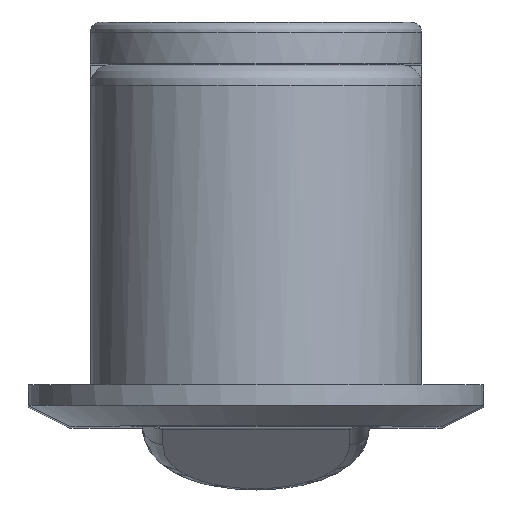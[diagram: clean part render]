
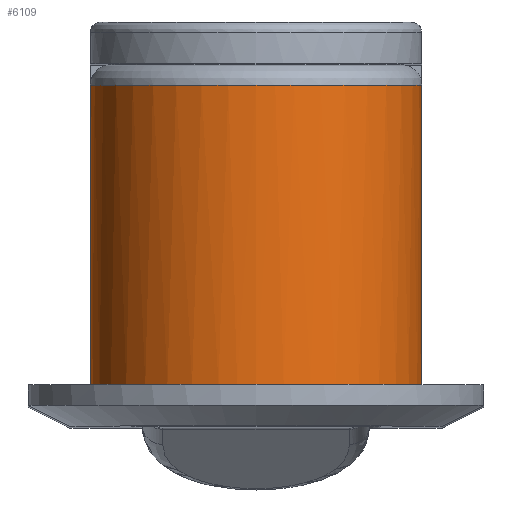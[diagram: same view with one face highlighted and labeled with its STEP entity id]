
A CAD part, top view. The second image highlights one B-rep face of the part: STEP entity #6109.
In plain terms, the highlighted free-form (B-spline) face has degree [1, 2] with [2, 5] control points.
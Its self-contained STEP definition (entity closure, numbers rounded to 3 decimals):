
#5856=CARTESIAN_POINT('',(8.,8.95,41.5));
#5857=VERTEX_POINT('',#5856);
#5863=CARTESIAN_POINT('',(8.,-5.5,41.5));
#5864=VERTEX_POINT('',#5863);
#5865=CARTESIAN_POINT('',(8.,8.95,41.5));
#5866=CARTESIAN_POINT('',(8.,-5.5,41.5));
#5867=QUASI_UNIFORM_CURVE('',1,(#5865,#5866),.UNSPECIFIED.,.F.,.U.);
#5868=EDGE_CURVE('',#5857,#5864,#5867,.T.);
#5906=CARTESIAN_POINT('',(0.,-5.5,49.5));
#5907=VERTEX_POINT('',#5906);
#5908=CARTESIAN_POINT('',(0.,-5.5,49.5));
#5909=CARTESIAN_POINT('',(0.524,-5.5,49.5));
#5910=CARTESIAN_POINT('',(1.309,-5.5,49.423));
#5911=CARTESIAN_POINT('',(2.517,-5.5,49.12));
#5912=CARTESIAN_POINT('',(3.493,-5.5,48.73));
#5913=CARTESIAN_POINT('',(4.569,-5.5,48.102));
#5914=CARTESIAN_POINT('',(5.544,-5.5,47.323));
#5915=CARTESIAN_POINT('',(6.37,-5.5,46.388));
#5916=CARTESIAN_POINT('',(7.085,-5.5,45.288));
#5917=CARTESIAN_POINT('',(7.619,-5.5,44.086));
#5918=CARTESIAN_POINT('',(7.937,-5.5,42.744));
#5919=CARTESIAN_POINT('',(8.,-5.5,41.893));
#5920=CARTESIAN_POINT('',(8.,-5.5,41.5));
#5921=B_SPLINE_CURVE_WITH_KNOTS('',3,(#5908,#5909,#5910,#5911,#5912,#5913,#5914,#5915,#5916,#5917,#5918,#5919,#5920),.UNSPECIFIED.,.F.,.U.,(4,1,1,1,1,1,1,1,1,1,4),(0.,1.571,2.356,3.731,4.712,6.087,7.461,8.443,10.014,11.388,12.566),.UNSPECIFIED.);
#5922=EDGE_CURVE('',#5907,#5864,#5921,.T.);
#5924=CARTESIAN_POINT('',(-8.0,-5.5,41.5));
#5925=VERTEX_POINT('',#5924);
#5926=CARTESIAN_POINT('',(-8.0,-5.5,41.5));
#5927=CARTESIAN_POINT('',(-8.,-5.5,41.893));
#5928=CARTESIAN_POINT('',(-7.937,-5.5,42.744));
#5929=CARTESIAN_POINT('',(-7.649,-5.5,43.958));
#5930=CARTESIAN_POINT('',(-7.096,-5.5,45.292));
#5931=CARTESIAN_POINT('',(-6.342,-5.5,46.451));
#5932=CARTESIAN_POINT('',(-5.256,-5.5,47.592));
#5933=CARTESIAN_POINT('',(-4.055,-5.5,48.46));
#5934=CARTESIAN_POINT('',(-2.797,-5.5,49.027));
#5935=CARTESIAN_POINT('',(-1.473,-5.5,49.402));
#5936=CARTESIAN_POINT('',(-0.589,-5.5,49.5));
#5937=CARTESIAN_POINT('',(0.,-5.5,49.5));
#5938=B_SPLINE_CURVE_WITH_KNOTS('',3,(#5926,#5927,#5928,#5929,#5930,#5931,#5932,#5933,#5934,#5935,#5936,#5937),.UNSPECIFIED.,.F.,.U.,(4,1,1,1,1,1,1,1,1,4),(0.,1.178,2.553,3.731,5.498,6.676,8.443,9.916,10.799,12.566),.UNSPECIFIED.);
#5939=EDGE_CURVE('',#5925,#5907,#5938,.T.);
#6047=CARTESIAN_POINT('',(-7.997,9.311,41.291));
#6048=CARTESIAN_POINT('',(-7.997,-5.87,41.291));
#6049=CARTESIAN_POINT('',(-8.218,9.311,49.718));
#6050=CARTESIAN_POINT('',(-8.218,-5.87,49.718));
#6051=CARTESIAN_POINT('',(0.209,9.311,49.497));
#6052=CARTESIAN_POINT('',(0.209,-5.87,49.497));
#6053=CARTESIAN_POINT('',(8.637,9.311,49.277));
#6054=CARTESIAN_POINT('',(8.637,-5.87,49.277));
#6055=CARTESIAN_POINT('',(7.975,9.311,40.872));
#6056=CARTESIAN_POINT('',(7.975,-5.87,40.872));
#6064=(BOUNDED_SURFACE()B_SPLINE_SURFACE(1,2,((#6047,#6049,#6051,#6053,#6055),(#6048,#6050,#6052,#6054,#6056)),.UNSPECIFIED.,.F.,.F.,.U.)B_SPLINE_SURFACE_WITH_KNOTS((2,2),(3,2,3),(0.0,15.182),(0.0,13.748,27.497),.UNSPECIFIED.)GEOMETRIC_REPRESENTATION_ITEM()RATIONAL_B_SPLINE_SURFACE(((1.0,0.688,1.0,0.688,1.0),(1.0,0.688,1.0,0.688,1.0)))REPRESENTATION_ITEM('')SURFACE());
#6065=ORIENTED_EDGE('',*,*,#5868,.F.);
#6066=CARTESIAN_POINT('',(0.,8.95,49.5));
#6067=VERTEX_POINT('',#6066);
#6068=CARTESIAN_POINT('',(8.,8.95,41.5));
#6069=CARTESIAN_POINT('',(8.,8.95,42.155));
#6070=CARTESIAN_POINT('',(7.871,8.95,43.202));
#6071=CARTESIAN_POINT('',(7.438,8.95,44.51));
#6072=CARTESIAN_POINT('',(6.921,8.95,45.571));
#6073=CARTESIAN_POINT('',(6.289,8.95,46.492));
#6074=CARTESIAN_POINT('',(5.441,8.95,47.405));
#6075=CARTESIAN_POINT('',(4.492,8.95,48.164));
#6076=CARTESIAN_POINT('',(3.174,8.95,48.9));
#6077=CARTESIAN_POINT('',(1.669,8.95,49.387));
#6078=CARTESIAN_POINT('',(0.524,8.95,49.5));
#6079=CARTESIAN_POINT('',(0.,8.95,49.5));
#6080=B_SPLINE_CURVE_WITH_KNOTS('',3,(#6068,#6069,#6070,#6071,#6072,#6073,#6074,#6075,#6076,#6077,#6078,#6079),.UNSPECIFIED.,.F.,.U.,(4,1,1,1,1,1,1,1,1,4),(0.,1.963,3.142,4.123,5.498,6.48,7.854,9.13,10.996,12.566),.UNSPECIFIED.);
#6081=EDGE_CURVE('',#5857,#6067,#6080,.T.);
#6082=ORIENTED_EDGE('',*,*,#6081,.T.);
#6083=CARTESIAN_POINT('',(-8.,8.95,41.5));
#6084=VERTEX_POINT('',#6083);
#6085=CARTESIAN_POINT('',(0.,8.95,49.5));
#6086=CARTESIAN_POINT('',(-0.524,8.95,49.5));
#6087=CARTESIAN_POINT('',(-1.505,8.95,49.403));
#6088=CARTESIAN_POINT('',(-2.83,8.95,49.019));
#6089=CARTESIAN_POINT('',(-3.898,8.95,48.514));
#6090=CARTESIAN_POINT('',(-4.888,8.95,47.87));
#6091=CARTESIAN_POINT('',(-5.921,8.95,46.957));
#6092=CARTESIAN_POINT('',(-6.918,8.95,45.646));
#6093=CARTESIAN_POINT('',(-7.603,8.95,44.15));
#6094=CARTESIAN_POINT('',(-7.937,8.95,42.744));
#6095=CARTESIAN_POINT('',(-8.,8.95,41.893));
#6096=CARTESIAN_POINT('',(-8.,8.95,41.5));
#6097=B_SPLINE_CURVE_WITH_KNOTS('',3,(#6085,#6086,#6087,#6088,#6089,#6090,#6091,#6092,#6093,#6094,#6095,#6096),.UNSPECIFIED.,.F.,.U.,(4,1,1,1,1,1,1,1,1,4),(0.,1.571,2.945,4.123,5.105,6.48,8.247,10.014,11.388,12.566),.UNSPECIFIED.);
#6098=EDGE_CURVE('',#6067,#6084,#6097,.T.);
#6099=ORIENTED_EDGE('',*,*,#6098,.T.);
#6100=CARTESIAN_POINT('',(-8.,8.95,41.5));
#6101=CARTESIAN_POINT('',(-8.0,-5.5,41.5));
#6102=QUASI_UNIFORM_CURVE('',1,(#6100,#6101),.UNSPECIFIED.,.F.,.U.);
#6103=EDGE_CURVE('',#6084,#5925,#6102,.T.);
#6104=ORIENTED_EDGE('',*,*,#6103,.T.);
#6105=ORIENTED_EDGE('',*,*,#5939,.T.);
#6106=ORIENTED_EDGE('',*,*,#5922,.T.);
#6107=EDGE_LOOP('',(#6065,#6082,#6099,#6104,#6105,#6106));
#6108=FACE_OUTER_BOUND('',#6107,.T.);
#6109=ADVANCED_FACE('',(#6108),#6064,.T.);
